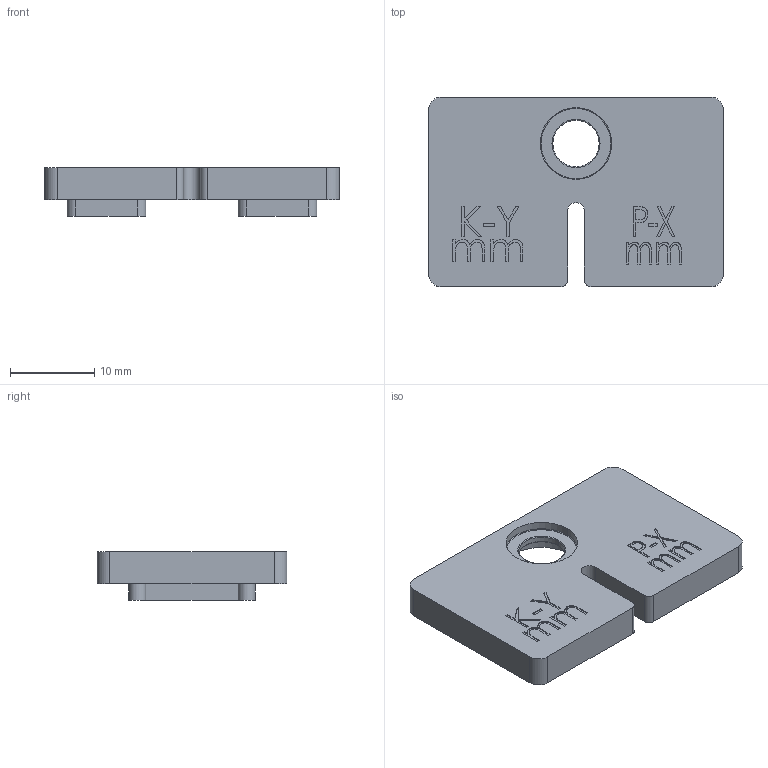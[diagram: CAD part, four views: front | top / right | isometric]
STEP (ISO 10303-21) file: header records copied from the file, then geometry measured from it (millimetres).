
FILE_DESCRIPTION (( 'STEP AP214' ), '1' );
FILE_NAME ('A19_23-P0X.STEP', '2022-10-19T06:12:44', ( '' ), ( '' ), 'SwSTEP 2.0', 'SolidWorks 2019', '' );
FILE_SCHEMA (( 'AUTOMOTIVE_DESIGN' ));
Length unit declared in the file: millimetre
Products named in the file (1): A19_23-P0X
Bounding box: 35 x 22.5 x 5.8 mm (x, y, z)
Volume: 2934.5 mm3; surface area: 2329.7 mm2
Topology: 1 solids, 1 shells, 205 faces, 558 edges, 370 vertices
Faces by surface type: plane 132, bspline 42, cylinder 25, torus 6
Entity records: 8588 total; most frequent: CARTESIAN_POINT 3592, ORIENTED_EDGE 1116, DIRECTION 864, EDGE_CURVE 558, LINE 412, VECTOR 412, VERTEX_POINT 370, AXIS2_PLACEMENT_3D 226
